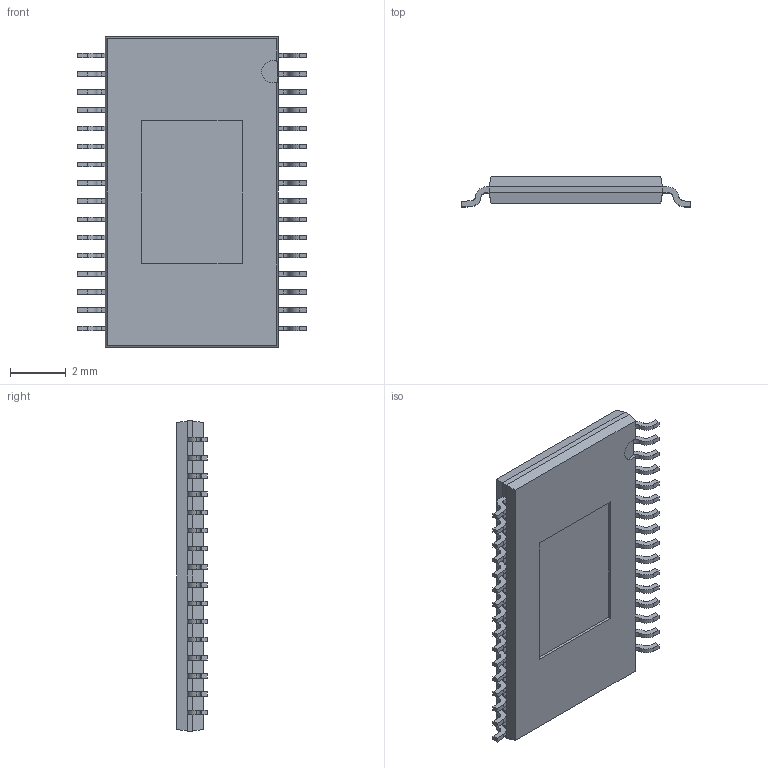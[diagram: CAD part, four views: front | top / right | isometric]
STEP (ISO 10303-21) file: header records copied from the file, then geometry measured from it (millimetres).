
FILE_DESCRIPTION (( 'STEP AP214' ), '1' );
FILE_NAME ('User Library-HTSSOP32.STEP', '2014-08-22T00:55:09', ( 'Windows User' ), ( '' ), 'SwSTEP 2.0', 'SolidWorks 2014', '' );
FILE_SCHEMA (( 'AUTOMOTIVE_DESIGN' ));
Length unit declared in the file: millimetre
Products named in the file (1): User Library-HTSSOP32
Bounding box: 8.22 x 1.1 x 11.1 mm (x, y, z)
Volume: 64.3 mm3; surface area: 206.4 mm2
Topology: 3 solids, 3 shells, 370 faces, 994 edges, 660 vertices
Faces by surface type: plane 237, cylinder 133
Entity records: 11863 total; most frequent: CARTESIAN_POINT 2031, DIRECTION 2000, ORIENTED_EDGE 1988, EDGE_CURVE 994, LINE 726, VECTOR 726, VERTEX_POINT 660, AXIS2_PLACEMENT_3D 637
